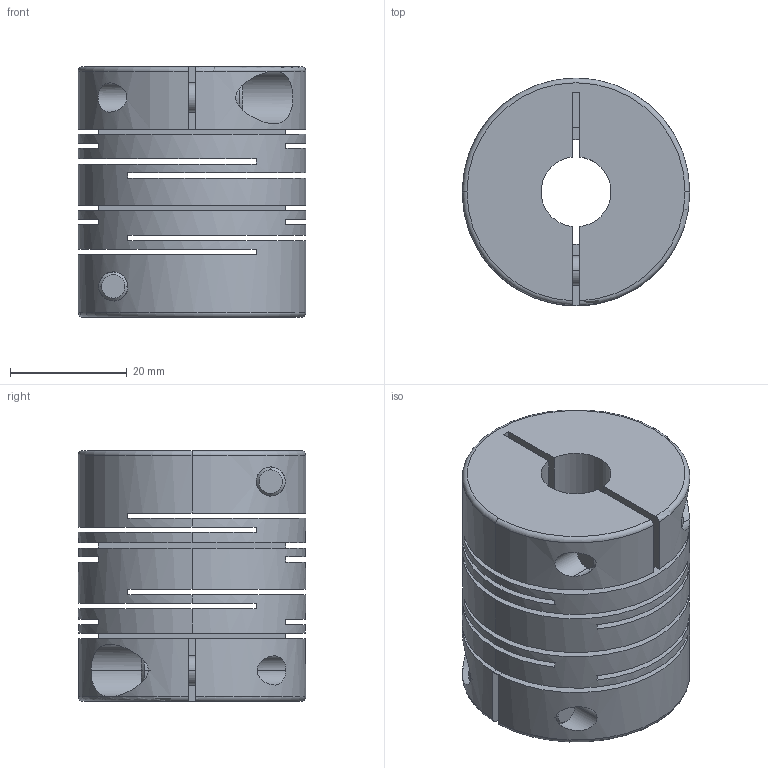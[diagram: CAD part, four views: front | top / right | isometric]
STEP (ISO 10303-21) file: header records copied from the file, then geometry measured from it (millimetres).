
FILE_DESCRIPTION (( 'STEP AP203' ), '1' );
FILE_NAME ('SRBA-39C-12-18.step', '2021-04-15T12:59:34', ( '' ), ( '' ), 'SwSTEP 2.0', 'SolidWorks 2021', '' );
FILE_SCHEMA (( 'CONFIG_CONTROL_DESIGN' ));
Length unit declared in the file: millimetre
Products named in the file (1): SRBA-39C-12-18
Bounding box: 39 x 39 x 43 mm (x, y, z)
Volume: 34924.6 mm3; surface area: 22320.1 mm2
Topology: 1 solids, 1 shells, 114 faces, 306 edges, 199 vertices
Faces by surface type: plane 60, cylinder 42, cone 8, torus 4
Entity records: 4546 total; most frequent: CARTESIAN_POINT 1475, DIRECTION 653, ORIENTED_EDGE 612, EDGE_CURVE 306, AXIS2_PLACEMENT_3D 245, VERTEX_POINT 199, VECTOR 163, LINE 163
